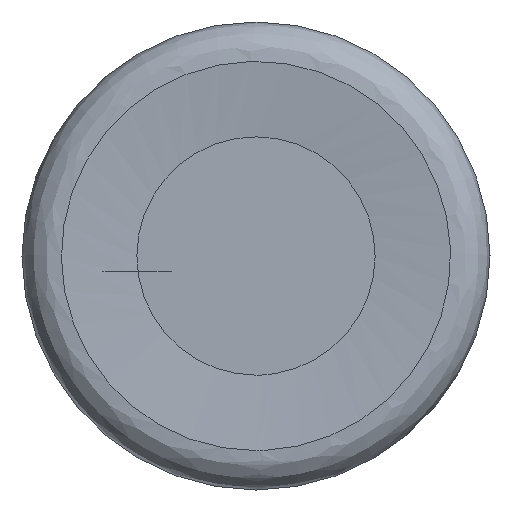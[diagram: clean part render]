
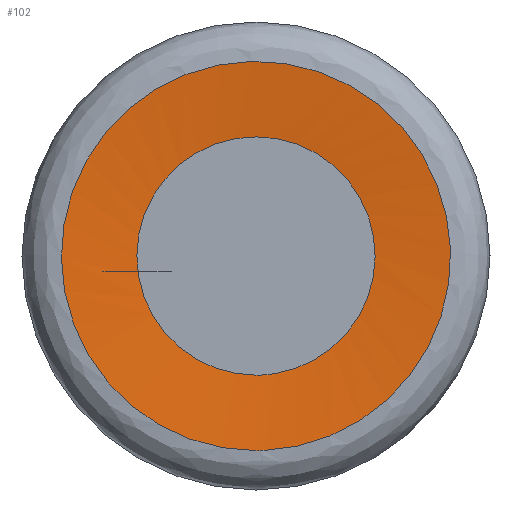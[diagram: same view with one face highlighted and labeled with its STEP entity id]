
A CAD part, left-side view. The second image highlights one B-rep face of the part: STEP entity #102.
In plain terms, the highlighted face is a revolution surface.
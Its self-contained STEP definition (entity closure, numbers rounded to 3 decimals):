
#64=SURFACE_OF_REVOLUTION('',#68,#66);
#66=AXIS1_PLACEMENT('',#354,#290);
#68=LINE('',#353,#77);
#77=VECTOR('',#289,2.081);
#86=FACE_BOUND('',#134,.T.);
#87=FACE_BOUND('',#135,.T.);
#102=ADVANCED_FACE('',(#86,#87),#64,.F.);
#134=EDGE_LOOP('',(#157));
#135=EDGE_LOOP('',(#158));
#157=ORIENTED_EDGE('',*,*,#217,.T.);
#158=ORIENTED_EDGE('',*,*,#218,.F.);
#200=VERTEX_POINT('',#349);
#201=VERTEX_POINT('',#352);
#217=EDGE_CURVE('',#200,#200,#239,.T.);
#218=EDGE_CURVE('',#201,#201,#240,.T.);
#239=CIRCLE('',#252,3.105);
#240=CIRCLE('',#254,5.072);
#252=AXIS2_PLACEMENT_3D('',#348,#283,#284);
#254=AXIS2_PLACEMENT_3D('',#351,#287,#288);
#283=DIRECTION('',(1.,0.,0.));
#284=DIRECTION('',(0.,0.,-1.));
#287=DIRECTION('',(1.,0.,0.));
#288=DIRECTION('',(0.,0.,-1.));
#289=DIRECTION('',(0.087,0.996,0.));
#290=DIRECTION('',(1.,0.,0.));
#348=CARTESIAN_POINT('',(0.216,0.,0.));
#349=CARTESIAN_POINT('',(0.216,0.,-3.105));
#351=CARTESIAN_POINT('',(0.034,0.,0.));
#352=CARTESIAN_POINT('',(0.034,0.,-5.072));
#353=CARTESIAN_POINT('',(0.034,-4.916,1.25));
#354=CARTESIAN_POINT('',(0.,0.,0.));
